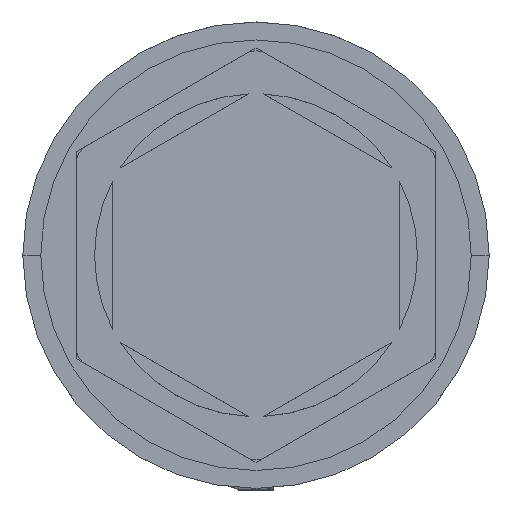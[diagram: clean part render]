
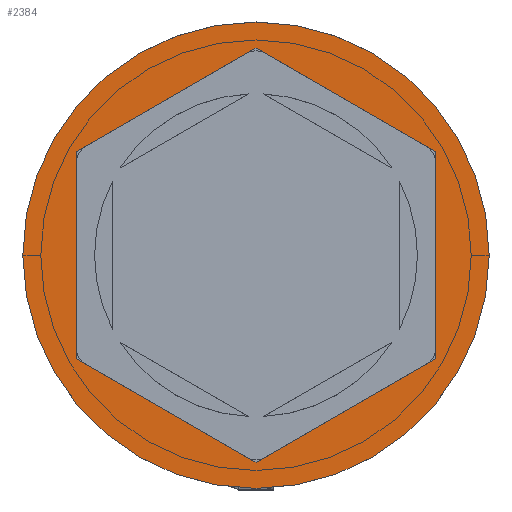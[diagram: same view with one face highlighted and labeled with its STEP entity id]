
A CAD part, top view. The second image highlights one B-rep face of the part: STEP entity #2384.
In plain terms, the highlighted planar face has unit normal (0, 0, 1).
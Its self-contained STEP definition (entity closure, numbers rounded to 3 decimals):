
#85 = VERTEX_POINT ( 'NONE', #967 ) ;
#107 = VECTOR ( 'NONE', #2072, 1000. ) ;
#171 = AXIS2_PLACEMENT_3D ( 'NONE', #2539, #1850, #3416 ) ;
#198 = ORIENTED_EDGE ( 'NONE', *, *, #3073, .T. ) ;
#211 = DIRECTION ( 'NONE',  ( 0., 0., 1. ) ) ;
#231 = CARTESIAN_POINT ( 'NONE',  ( 0., 0., 0. ) ) ;
#522 = FACE_BOUND ( 'NONE', #3580, .T. ) ;
#577 = LINE ( 'NONE', #1584, #3556 ) ;
#637 = VECTOR ( 'NONE', #2457, 1000. ) ;
#877 = ORIENTED_EDGE ( 'NONE', *, *, #1708, .F. ) ;
#893 = CARTESIAN_POINT ( 'NONE',  ( -6.5, 0., 0. ) ) ;
#967 = CARTESIAN_POINT ( 'NONE',  ( 0., -5.774, 0. ) ) ;
#1085 = LINE ( 'NONE', #2938, #3832 ) ;
#1225 = CARTESIAN_POINT ( 'NONE',  ( 5., -2.887, 0. ) ) ;
#1276 = CARTESIAN_POINT ( 'NONE',  ( 0., 5.774, 0. ) ) ;
#1388 = VERTEX_POINT ( 'NONE', #2296 ) ;
#1449 = LINE ( 'NONE', #2378, #3760 ) ;
#1551 = EDGE_CURVE ( 'NONE', #2140, #1388, #1449, .T. ) ;
#1584 = CARTESIAN_POINT ( 'NONE',  ( -5., 2.887, 0. ) ) ;
#1708 = EDGE_CURVE ( 'NONE', #85, #2121, #2010, .T. ) ;
#1748 = DIRECTION ( 'NONE',  ( 0., 0., 1. ) ) ;
#1802 = FACE_OUTER_BOUND ( 'NONE', #2543, .T. ) ;
#1850 = DIRECTION ( 'NONE',  ( 0., 0., 1. ) ) ;
#2010 = LINE ( 'NONE', #2960, #107 ) ;
#2015 = VERTEX_POINT ( 'NONE', #3060 ) ;
#2072 = DIRECTION ( 'NONE',  ( 0.866, 0.5, 0. ) ) ;
#2113 = EDGE_CURVE ( 'NONE', #3986, #2015, #577, .T. ) ;
#2121 = VERTEX_POINT ( 'NONE', #1225 ) ;
#2140 = VERTEX_POINT ( 'NONE', #2873 ) ;
#2204 = ORIENTED_EDGE ( 'NONE', *, *, #1551, .F. ) ;
#2237 = AXIS2_PLACEMENT_3D ( 'NONE', #231, #211, #4053 ) ;
#2296 = CARTESIAN_POINT ( 'NONE',  ( 0., 5.774, 0. ) ) ;
#2297 = ORIENTED_EDGE ( 'NONE', *, *, #2974, .F. ) ;
#2344 = DIRECTION ( 'NONE',  ( 1., 0., 0. ) ) ;
#2350 = EDGE_CURVE ( 'NONE', #2015, #85, #3408, .T. ) ;
#2378 = CARTESIAN_POINT ( 'NONE',  ( 5., 2.887, 0. ) ) ;
#2384 = ADVANCED_FACE ( 'NONE', ( #522, #1802 ), #3066, .T. ) ;
#2457 = DIRECTION ( 'NONE',  ( 0.866, -0.5, 0. ) ) ;
#2481 = DIRECTION ( 'NONE',  ( -0.866, -0.5, 0. ) ) ;
#2539 = CARTESIAN_POINT ( 'NONE',  ( 0., 0., 0. ) ) ;
#2543 = EDGE_LOOP ( 'NONE', ( #2744, #198 ) ) ;
#2708 = ORIENTED_EDGE ( 'NONE', *, *, #2350, .F. ) ;
#2744 = ORIENTED_EDGE ( 'NONE', *, *, #3755, .T. ) ;
#2873 = CARTESIAN_POINT ( 'NONE',  ( 5., 2.887, 0. ) ) ;
#2891 = DIRECTION ( 'NONE',  ( 0., -1., 0. ) ) ;
#2938 = CARTESIAN_POINT ( 'NONE',  ( 5., -2.887, 0. ) ) ;
#2959 = CARTESIAN_POINT ( 'NONE',  ( 0., 0., 0. ) ) ;
#2960 = CARTESIAN_POINT ( 'NONE',  ( 0., -5.774, 0. ) ) ;
#2974 = EDGE_CURVE ( 'NONE', #2121, #2140, #1085, .T. ) ;
#3051 = ORIENTED_EDGE ( 'NONE', *, *, #2113, .F. ) ;
#3060 = CARTESIAN_POINT ( 'NONE',  ( -5., -2.887, 0. ) ) ;
#3066 = PLANE ( 'NONE',  #2237 ) ;
#3073 = EDGE_CURVE ( 'NONE', #3333, #3208, #3964, .T. ) ;
#3208 = VERTEX_POINT ( 'NONE', #3365 ) ;
#3225 = VECTOR ( 'NONE', #2481, 1000. ) ;
#3275 = DIRECTION ( 'NONE',  ( -0.866, 0.5, 0. ) ) ;
#3333 = VERTEX_POINT ( 'NONE', #893 ) ;
#3342 = ORIENTED_EDGE ( 'NONE', *, *, #3672, .F. ) ;
#3365 = CARTESIAN_POINT ( 'NONE',  ( 6.5, 0., 0. ) ) ;
#3408 = LINE ( 'NONE', #3993, #637 ) ;
#3416 = DIRECTION ( 'NONE',  ( 1., 0., 0. ) ) ;
#3424 = CIRCLE ( 'NONE', #171, 6.5 ) ;
#3556 = VECTOR ( 'NONE', #2891, 1000. ) ;
#3566 = AXIS2_PLACEMENT_3D ( 'NONE', #2959, #1748, #2344 ) ;
#3580 = EDGE_LOOP ( 'NONE', ( #2204, #2297, #877, #2708, #3051, #3342 ) ) ;
#3636 = DIRECTION ( 'NONE',  ( 0., 1., 0. ) ) ;
#3672 = EDGE_CURVE ( 'NONE', #1388, #3986, #3810, .T. ) ;
#3755 = EDGE_CURVE ( 'NONE', #3208, #3333, #3424, .T. ) ;
#3760 = VECTOR ( 'NONE', #3275, 1000. ) ;
#3810 = LINE ( 'NONE', #1276, #3225 ) ;
#3832 = VECTOR ( 'NONE', #3636, 1000. ) ;
#3917 = CARTESIAN_POINT ( 'NONE',  ( -5., 2.887, 0. ) ) ;
#3964 = CIRCLE ( 'NONE', #3566, 6.5 ) ;
#3986 = VERTEX_POINT ( 'NONE', #3917 ) ;
#3993 = CARTESIAN_POINT ( 'NONE',  ( -5., -2.887, 0. ) ) ;
#4053 = DIRECTION ( 'NONE',  ( 1., 0., 0. ) ) ;
